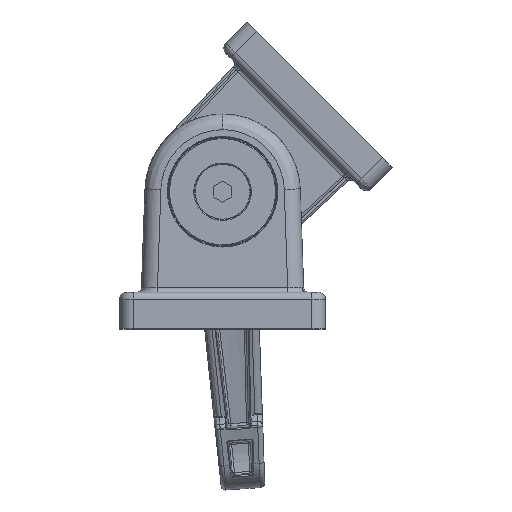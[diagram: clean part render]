
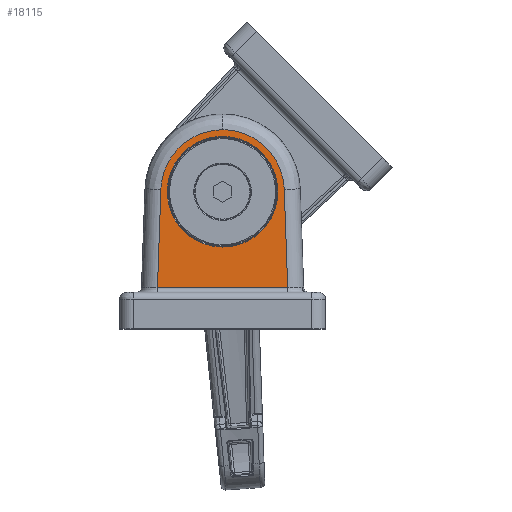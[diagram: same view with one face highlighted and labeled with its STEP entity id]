
A CAD part, top view. The second image highlights one B-rep face of the part: STEP entity #18115.
In plain terms, the highlighted planar face has unit normal (0, 0.018, 1).
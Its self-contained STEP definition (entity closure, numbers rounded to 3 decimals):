
#861=FACE_BOUND('',#5489,.T.);
#948=PLANE('',#19830);
#1386=LINE('',#33402,#2285);
#1387=LINE('',#33403,#2286);
#1388=LINE('',#33405,#2287);
#2285=VECTOR('',#22768,1000.);
#2286=VECTOR('',#22769,1000.);
#2287=VECTOR('',#22770,1000.);
#3458=(
BOUNDED_CURVE()
B_SPLINE_CURVE(3,(#33120,#33121,#33122,#33123),.UNSPECIFIED.,.F.,.F.)
B_SPLINE_CURVE_WITH_KNOTS((4,4),(0.,3.142),.UNSPECIFIED.)
CURVE()
GEOMETRIC_REPRESENTATION_ITEM()
RATIONAL_B_SPLINE_CURVE((1.,0.333,0.333,1.))
REPRESENTATION_ITEM('')
);
#3462=(
BOUNDED_CURVE()
B_SPLINE_CURVE(3,(#33388,#33389,#33390,#33391),.UNSPECIFIED.,.F.,.F.)
B_SPLINE_CURVE_WITH_KNOTS((4,4),(0.,1.536),.UNSPECIFIED.)
CURVE()
GEOMETRIC_REPRESENTATION_ITEM()
RATIONAL_B_SPLINE_CURVE((1.,0.813,0.813,1.))
REPRESENTATION_ITEM('')
);
#3464=(
BOUNDED_CURVE()
B_SPLINE_CURVE(3,(#33406,#33407,#33408,#33409),.UNSPECIFIED.,.F.,.F.)
B_SPLINE_CURVE_WITH_KNOTS((4,4),(4.747,6.283),
 .UNSPECIFIED.)
CURVE()
GEOMETRIC_REPRESENTATION_ITEM()
RATIONAL_B_SPLINE_CURVE((1.,0.813,0.813,1.))
REPRESENTATION_ITEM('')
);
#3465=(
BOUNDED_CURVE()
B_SPLINE_CURVE(3,(#33410,#33411,#33412,#33413),.UNSPECIFIED.,.F.,.F.)
B_SPLINE_CURVE_WITH_KNOTS((4,4),(3.142,6.283),
 .UNSPECIFIED.)
CURVE()
GEOMETRIC_REPRESENTATION_ITEM()
RATIONAL_B_SPLINE_CURVE((1.,0.333,0.333,1.))
REPRESENTATION_ITEM('')
);
#4260=FACE_OUTER_BOUND('',#5488,.T.);
#5488=EDGE_LOOP('',(#13871,#13872,#13873,#13874,#13875));
#5489=EDGE_LOOP('',(#13876,#13877));
#8430=VERTEX_POINT('',#33117);
#8431=VERTEX_POINT('',#33119);
#8465=VERTEX_POINT('',#33267);
#8492=VERTEX_POINT('',#33386);
#8493=VERTEX_POINT('',#33387);
#8496=VERTEX_POINT('',#33401);
#8497=VERTEX_POINT('',#33404);
#10296=EDGE_CURVE('',#8431,#8430,#3458,.T.);
#10372=EDGE_CURVE('',#8492,#8493,#3462,.T.);
#10376=EDGE_CURVE('',#8493,#8496,#1386,.T.);
#10377=EDGE_CURVE('',#8496,#8465,#1387,.T.);
#10378=EDGE_CURVE('',#8465,#8497,#1388,.T.);
#10379=EDGE_CURVE('',#8497,#8492,#3464,.T.);
#10380=EDGE_CURVE('',#8430,#8431,#3465,.T.);
#13871=ORIENTED_EDGE('',*,*,#10376,.T.);
#13872=ORIENTED_EDGE('',*,*,#10377,.T.);
#13873=ORIENTED_EDGE('',*,*,#10378,.T.);
#13874=ORIENTED_EDGE('',*,*,#10379,.T.);
#13875=ORIENTED_EDGE('',*,*,#10372,.T.);
#13876=ORIENTED_EDGE('',*,*,#10296,.T.);
#13877=ORIENTED_EDGE('',*,*,#10380,.T.);
#18115=ADVANCED_FACE('',(#4260,#861),#948,.F.);
#19830=AXIS2_PLACEMENT_3D('',#33400,#22766,#22767);
#22766=DIRECTION('center_axis',(0.,-0.017,-1.));
#22767=DIRECTION('ref_axis',(0.,-1.,0.017));
#22768=DIRECTION('',(-0.035,-0.999,0.017));
#22769=DIRECTION('',(1.,0.,0.));
#22770=DIRECTION('',(-0.035,0.999,-0.017));
#33117=CARTESIAN_POINT('',(0.,9.902,19.827));
#33119=CARTESIAN_POINT('',(0.,34.102,19.405));
#33120=CARTESIAN_POINT('Ctrl Pts',(0.,34.102,19.405));
#33121=CARTESIAN_POINT('Ctrl Pts',(24.2,34.102,19.405));
#33122=CARTESIAN_POINT('Ctrl Pts',(24.2,9.902,19.827));
#33123=CARTESIAN_POINT('Ctrl Pts',(0.,9.902,
19.827));
#33267=CARTESIAN_POINT('',(14.244,0.983,19.983));
#33386=CARTESIAN_POINT('',(0.,35.561,19.379));
#33387=CARTESIAN_POINT('',(-13.492,22.532,19.607));
#33388=CARTESIAN_POINT('Ctrl Pts',(0.,35.561,
19.379));
#33389=CARTESIAN_POINT('Ctrl Pts',(-7.691,35.561,19.379));
#33390=CARTESIAN_POINT('Ctrl Pts',(-13.223,30.218,19.473));
#33391=CARTESIAN_POINT('Ctrl Pts',(-13.492,22.532,19.607));
#33400=CARTESIAN_POINT('Origin',(-20.,0.,20.));
#33401=CARTESIAN_POINT('',(-14.244,0.983,19.983));
#33402=CARTESIAN_POINT('',(-14.286,-0.199,20.003));
#33403=CARTESIAN_POINT('',(14.279,0.983,19.983));
#33404=CARTESIAN_POINT('',(13.492,22.532,19.607));
#33405=CARTESIAN_POINT('',(14.237,1.195,19.979));
#33406=CARTESIAN_POINT('Ctrl Pts',(13.492,22.532,19.607));
#33407=CARTESIAN_POINT('Ctrl Pts',(13.223,30.218,19.473));
#33408=CARTESIAN_POINT('Ctrl Pts',(7.691,35.561,19.379));
#33409=CARTESIAN_POINT('Ctrl Pts',(0.,35.561,
19.379));
#33410=CARTESIAN_POINT('Ctrl Pts',(0.,9.902,
19.827));
#33411=CARTESIAN_POINT('Ctrl Pts',(-24.2,9.902,19.827));
#33412=CARTESIAN_POINT('Ctrl Pts',(-24.2,34.102,19.405));
#33413=CARTESIAN_POINT('Ctrl Pts',(0.,34.102,19.405));
